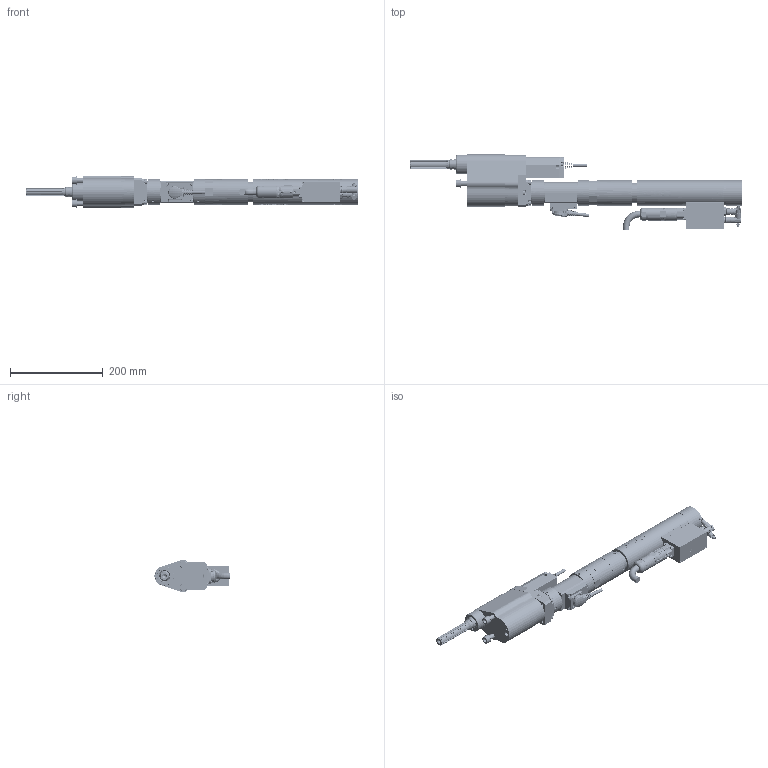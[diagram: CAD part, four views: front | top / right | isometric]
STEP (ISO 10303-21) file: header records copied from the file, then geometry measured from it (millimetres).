
FILE_DESCRIPTION(/* description */ (''),/* implementation_level */ '2;1');
FILE_NAME(/* name */ '2BD200T2O-A_IAM_001.iam.step',/* time_stamp */ '2021-07-21T07:39:43+02:00',/* author */ ('cideon'),/* organization */ (''),/* preprocessor_version */ 'ST-DEVELOPER v17.2',/* originating_system */ 'Autodesk Inventor 2019',/* authorisation */ '');
FILE_SCHEMA (('AUTOMOTIVE_DESIGN { 1 0 10303 214 3 1 1 }'));
Products named in the file (1): Bauteil22
Bounding box: 716.1 x 161.98 x 69.99 mm (x, y, z)
Volume: 1852400.8 mm3; surface area: 357622 mm2
Topology: 3 solids, 3 shells, 5243 faces, 14996 edges, 9893 vertices
Faces by surface type: plane 3131, cylinder 1160, cone 380, bspline 340, torus 212, sphere 20
Full cylindrical faces by diameter (mm): 0.434 x4, 0.6 x32, 1.6 x1, 1.7 x4, 1.83 x4, 2.1 x2, 2.5 x6, 3 x8, 3.2 x2, 3.3 x6, 3.5 x2, 4 x2, 4.02 x2, 4.5 x2, 4.8 x2, 5 x12, 5.1 x15, 5.5 x8, 5.9 x2, 6 x10, 6.3 x2, 6.4 x2, 6.6 x6, 6.8 x1, 7 x2, 7.3 x3, 8 x3, 8.5 x3, 8.7 x1, 9 x2
Entity records: 227484 total; most frequent: CARTESIAN_POINT 86396, ORIENTED_EDGE 29940, DIRECTION 28057, EDGE_CURVE 14970, AXIS2_PLACEMENT_3D 10132, VERTEX_POINT 9893, LINE 7793, VECTOR 7793
